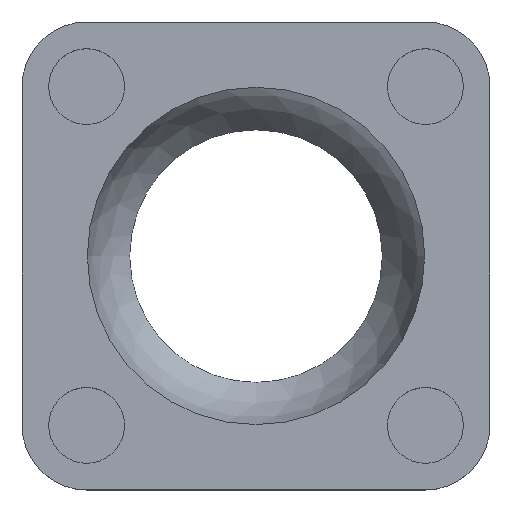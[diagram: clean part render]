
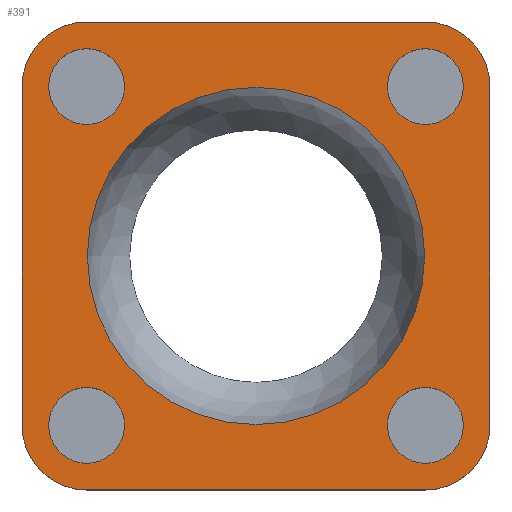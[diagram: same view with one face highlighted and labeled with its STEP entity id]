
A CAD part, top view. The second image highlights one B-rep face of the part: STEP entity #391.
In plain terms, the highlighted planar face has unit normal (0, 0, 1).
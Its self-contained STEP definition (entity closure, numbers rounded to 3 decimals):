
#31=FACE_BOUND('',#128,.T.);
#32=FACE_BOUND('',#129,.T.);
#33=FACE_BOUND('',#130,.T.);
#34=FACE_BOUND('',#131,.T.);
#35=FACE_BOUND('',#132,.T.);
#37=LINE('',#637,#61);
#38=LINE('',#641,#62);
#39=LINE('',#645,#63);
#40=LINE('',#649,#64);
#61=VECTOR('',#509,10.);
#62=VECTOR('',#512,10.);
#63=VECTOR('',#515,10.);
#64=VECTOR('',#518,10.);
#89=PLANE('',#439);
#100=FACE_OUTER_BOUND('',#127,.T.);
#127=EDGE_LOOP('',(#283,#284,#285,#286,#287,#288,#289,#290));
#128=EDGE_LOOP('',(#291));
#129=EDGE_LOOP('',(#292));
#130=EDGE_LOOP('',(#293));
#131=EDGE_LOOP('',(#294));
#132=EDGE_LOOP('',(#295));
#157=CIRCLE('',#430,10.452);
#162=CIRCLE('',#440,4.);
#163=CIRCLE('',#441,4.);
#164=CIRCLE('',#442,4.);
#165=CIRCLE('',#443,4.);
#166=CIRCLE('',#444,2.35);
#167=CIRCLE('',#445,2.35);
#168=CIRCLE('',#446,2.35);
#169=CIRCLE('',#447,2.35);
#187=VERTEX_POINT('',#619);
#192=VERTEX_POINT('',#635);
#193=VERTEX_POINT('',#636);
#194=VERTEX_POINT('',#638);
#195=VERTEX_POINT('',#640);
#196=VERTEX_POINT('',#642);
#197=VERTEX_POINT('',#644);
#198=VERTEX_POINT('',#646);
#199=VERTEX_POINT('',#648);
#200=VERTEX_POINT('',#651);
#201=VERTEX_POINT('',#653);
#202=VERTEX_POINT('',#655);
#203=VERTEX_POINT('',#657);
#222=EDGE_CURVE('',#187,#187,#157,.T.);
#227=EDGE_CURVE('',#192,#193,#37,.T.);
#228=EDGE_CURVE('',#194,#192,#162,.T.);
#229=EDGE_CURVE('',#195,#194,#38,.T.);
#230=EDGE_CURVE('',#196,#195,#163,.T.);
#231=EDGE_CURVE('',#197,#196,#39,.T.);
#232=EDGE_CURVE('',#198,#197,#164,.T.);
#233=EDGE_CURVE('',#199,#198,#40,.T.);
#234=EDGE_CURVE('',#193,#199,#165,.T.);
#235=EDGE_CURVE('',#200,#200,#166,.T.);
#236=EDGE_CURVE('',#201,#201,#167,.T.);
#237=EDGE_CURVE('',#202,#202,#168,.T.);
#238=EDGE_CURVE('',#203,#203,#169,.T.);
#283=ORIENTED_EDGE('',*,*,#227,.F.);
#284=ORIENTED_EDGE('',*,*,#228,.F.);
#285=ORIENTED_EDGE('',*,*,#229,.F.);
#286=ORIENTED_EDGE('',*,*,#230,.F.);
#287=ORIENTED_EDGE('',*,*,#231,.F.);
#288=ORIENTED_EDGE('',*,*,#232,.F.);
#289=ORIENTED_EDGE('',*,*,#233,.F.);
#290=ORIENTED_EDGE('',*,*,#234,.F.);
#291=ORIENTED_EDGE('',*,*,#222,.T.);
#292=ORIENTED_EDGE('',*,*,#235,.F.);
#293=ORIENTED_EDGE('',*,*,#236,.F.);
#294=ORIENTED_EDGE('',*,*,#237,.F.);
#295=ORIENTED_EDGE('',*,*,#238,.F.);
#391=ADVANCED_FACE('',(#100,#31,#32,#33,#34,#35),#89,.T.);
#430=AXIS2_PLACEMENT_3D('',#621,#489,#490);
#439=AXIS2_PLACEMENT_3D('',#634,#507,#508);
#440=AXIS2_PLACEMENT_3D('',#639,#510,#511);
#441=AXIS2_PLACEMENT_3D('',#643,#513,#514);
#442=AXIS2_PLACEMENT_3D('',#647,#516,#517);
#443=AXIS2_PLACEMENT_3D('',#650,#519,#520);
#444=AXIS2_PLACEMENT_3D('',#652,#521,#522);
#445=AXIS2_PLACEMENT_3D('',#654,#523,#524);
#446=AXIS2_PLACEMENT_3D('',#656,#525,#526);
#447=AXIS2_PLACEMENT_3D('',#658,#527,#528);
#489=DIRECTION('center_axis',(0.,0.,-1.));
#490=DIRECTION('ref_axis',(0.,1.,0.));
#507=DIRECTION('center_axis',(0.,0.,1.));
#508=DIRECTION('ref_axis',(1.,0.,0.));
#509=DIRECTION('',(0.,-1.,0.));
#510=DIRECTION('center_axis',(0.,0.,-1.));
#511=DIRECTION('ref_axis',(1.,0.,0.));
#512=DIRECTION('',(1.,0.,0.));
#513=DIRECTION('center_axis',(0.,0.,-1.));
#514=DIRECTION('ref_axis',(1.,0.,0.));
#515=DIRECTION('',(0.,1.,0.));
#516=DIRECTION('center_axis',(0.,0.,-1.));
#517=DIRECTION('ref_axis',(1.,0.,0.));
#518=DIRECTION('',(-1.,0.,0.));
#519=DIRECTION('center_axis',(0.,0.,-1.));
#520=DIRECTION('ref_axis',(1.,0.,0.));
#521=DIRECTION('center_axis',(0.,0.,1.));
#522=DIRECTION('ref_axis',(1.,0.,0.));
#523=DIRECTION('center_axis',(0.,0.,1.));
#524=DIRECTION('ref_axis',(1.,0.,0.));
#525=DIRECTION('center_axis',(0.,0.,1.));
#526=DIRECTION('ref_axis',(1.,0.,0.));
#527=DIRECTION('center_axis',(0.,0.,1.));
#528=DIRECTION('ref_axis',(1.,0.,0.));
#619=CARTESIAN_POINT('',(-10.452,10.,-1.));
#621=CARTESIAN_POINT('Origin',(0.,10.,-1.));
#634=CARTESIAN_POINT('Origin',(0.,10.,-1.));
#635=CARTESIAN_POINT('',(14.5,20.5,-1.));
#636=CARTESIAN_POINT('',(14.5,-0.5,-1.));
#637=CARTESIAN_POINT('',(14.5,4.75,-1.));
#638=CARTESIAN_POINT('',(10.5,24.5,-1.));
#639=CARTESIAN_POINT('Origin',(10.5,20.5,-1.));
#640=CARTESIAN_POINT('',(-10.5,24.5,-1.));
#641=CARTESIAN_POINT('',(5.25,24.5,-1.));
#642=CARTESIAN_POINT('',(-14.5,20.5,-1.));
#643=CARTESIAN_POINT('Origin',(-10.5,20.5,-1.));
#644=CARTESIAN_POINT('',(-14.5,-0.5,-1.));
#645=CARTESIAN_POINT('',(-14.5,15.25,-1.));
#646=CARTESIAN_POINT('',(-10.5,-4.5,-1.));
#647=CARTESIAN_POINT('Origin',(-10.5,-0.5,-1.));
#648=CARTESIAN_POINT('',(10.5,-4.5,-1.));
#649=CARTESIAN_POINT('',(-5.25,-4.5,-1.));
#650=CARTESIAN_POINT('Origin',(10.5,-0.5,-1.));
#651=CARTESIAN_POINT('',(-12.85,20.5,-1.));
#652=CARTESIAN_POINT('Origin',(-10.5,20.5,-1.));
#653=CARTESIAN_POINT('',(8.15,20.5,-1.));
#654=CARTESIAN_POINT('Origin',(10.5,20.5,-1.));
#655=CARTESIAN_POINT('',(-12.85,-0.5,-1.));
#656=CARTESIAN_POINT('Origin',(-10.5,-0.5,-1.));
#657=CARTESIAN_POINT('',(8.15,-0.5,-1.));
#658=CARTESIAN_POINT('Origin',(10.5,-0.5,-1.));
